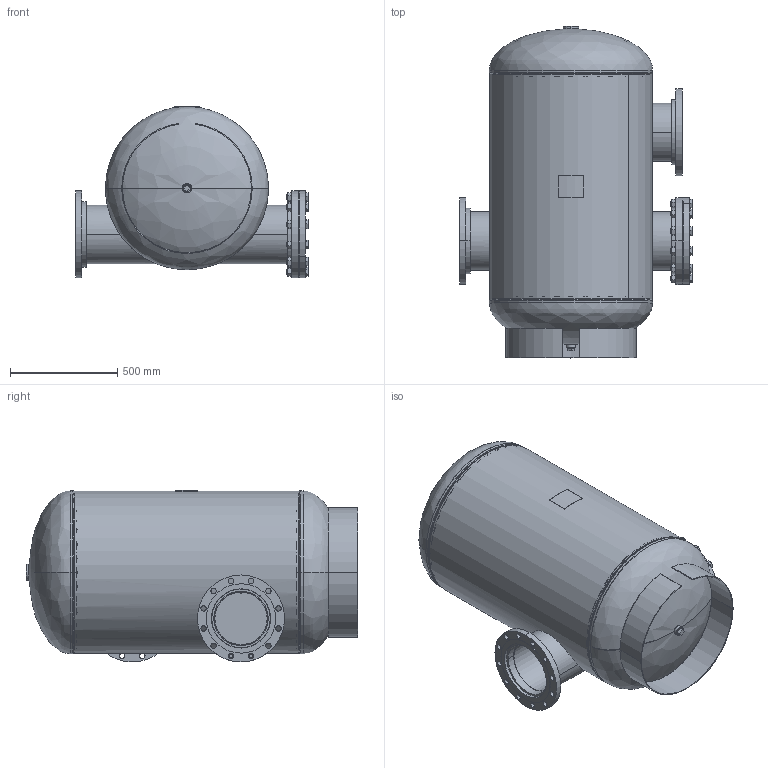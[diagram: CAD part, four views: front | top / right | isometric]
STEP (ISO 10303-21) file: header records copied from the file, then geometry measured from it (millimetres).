
FILE_DESCRIPTION (( 'STEP AP203' ), '1' );
FILE_NAME ('SPA-10S.STEP', '2020-11-16T21:53:50', ( '' ), ( '' ), 'SwSTEP 2.0', 'SolidWorks 2020', '' );
FILE_SCHEMA (( 'CONFIG_CONTROL_DESIGN' ));
Length unit declared in the file: inch
Products named in the file (18): 99P3082_16.25; 9301130_16.25; Garlock F.F. Gaskets 150# .0625 tk_9471010; 9500050; 9100240_.5; BLIND FLANGES ASME B16.5_10 150# SA-105; SORF FLANGES ASME B16.5_10 150# SA-105; 9800635_9800635; PLUGS_9500150; 99Q1243; 9600830_30" VERT; 9500080; 9200190; 9800614_9800614; SPA-10S; 99J1586; 05110001_SPA 10S-150 PSI
Assembly tree (42 placements, depth 2):
  SPA-10S
    05110001_SPA 10S-150 PSI
    9200190
    9200190
    9500050
    9500080
    PLUGS_9500150
    9301130_16.25
    99P3082_16.25  x2
    SORF FLANGES ASME B16.5_10 150# SA-105  x3
    BLIND FLANGES ASME B16.5_10 150# SA-105
    Garlock F.F. Gaskets 150# .0625 tk_9471010
    9800614_9800614  x12
    9800635_9800635  x12
    99J1586
    9100240_.5
    99Q1243
    9600830_30" VERT
Bounding box: 1088.49 x 1550.19 x 802.99 mm (x, y, z)
Volume: 35282236.4 mm3; surface area: 12590466.3 mm2
Topology: 42 solids, 42 shells, 884 faces, 1980 edges, 1200 vertices
Faces by surface type: cone 304, cylinder 284, plane 260, bspline 20, torus 16
Full cylindrical faces by diameter (mm): 244.475 x1, 247.65 x1, 753.669 x1, 760.984 x1
Entity records: 21630 total; most frequent: CARTESIAN_POINT 11998, DIRECTION 1586, ORIENTED_EDGE 1352, AXIS2_PLACEMENT_3D 680, EDGE_CURVE 676, VERTEX_POINT 426, EDGE_LOOP 390, CIRCLE 366
